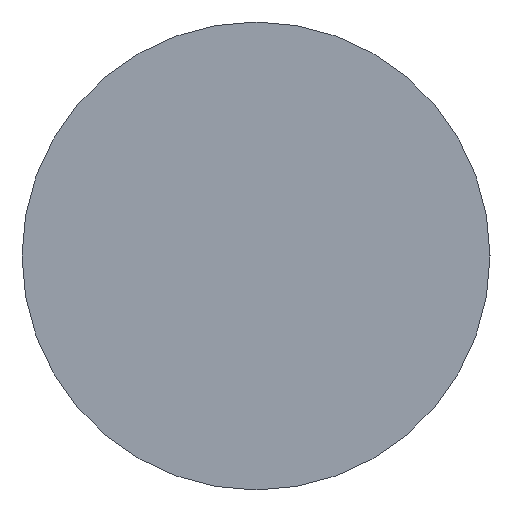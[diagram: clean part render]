
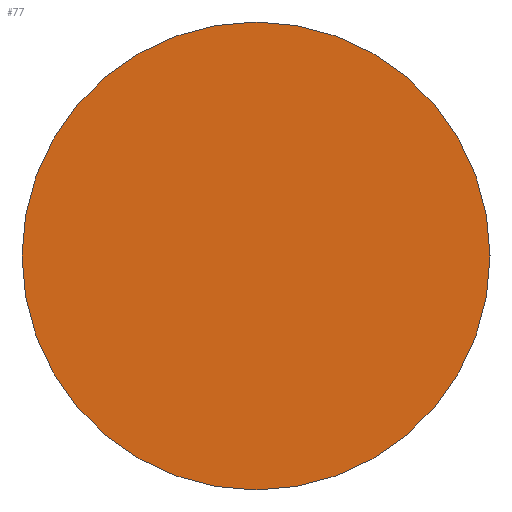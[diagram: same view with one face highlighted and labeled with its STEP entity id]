
A CAD part, left-side view. The second image highlights one B-rep face of the part: STEP entity #77.
In plain terms, the highlighted planar face has unit normal (-1, 0, 0).
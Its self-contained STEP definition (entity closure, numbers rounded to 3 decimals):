
#77 = ADVANCED_FACE( '', ( #84 ), #85, .F. );
#84 = FACE_OUTER_BOUND( '', #91, .T. );
#85 = PLANE( '', #92 );
#91 = EDGE_LOOP( '', ( #102 ) );
#92 = AXIS2_PLACEMENT_3D( '', #103, #104, #105 );
#102 = ORIENTED_EDGE( '', *, *, #107, .F. );
#103 = CARTESIAN_POINT( '', ( 0., 0., 0. ) );
#104 = DIRECTION( '', ( 1., 0., 0. ) );
#105 = DIRECTION( '', ( 0., 0., -1. ) );
#107 = EDGE_CURVE( '', #110, #110, #111, .T. );
#110 = VERTEX_POINT( '', #114 );
#111 = CIRCLE( '', #115, 1.5 );
#114 = CARTESIAN_POINT( '', ( 0., 0., -1.5 ) );
#115 = AXIS2_PLACEMENT_3D( '', #119, #120, #121 );
#119 = CARTESIAN_POINT( '', ( 0., 0., 0. ) );
#120 = DIRECTION( '', ( 1., 0., 0. ) );
#121 = DIRECTION( '', ( 0., 0., -1. ) );
